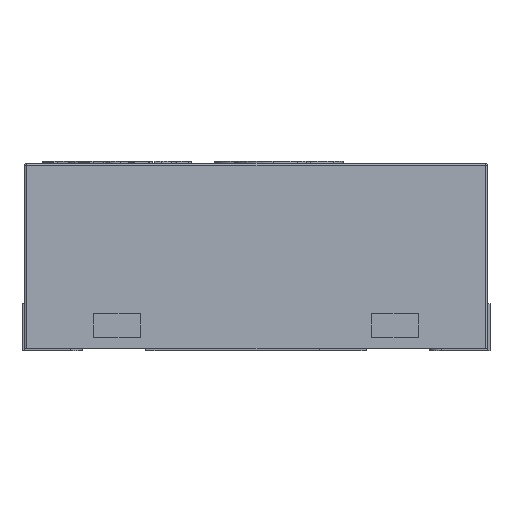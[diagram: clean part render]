
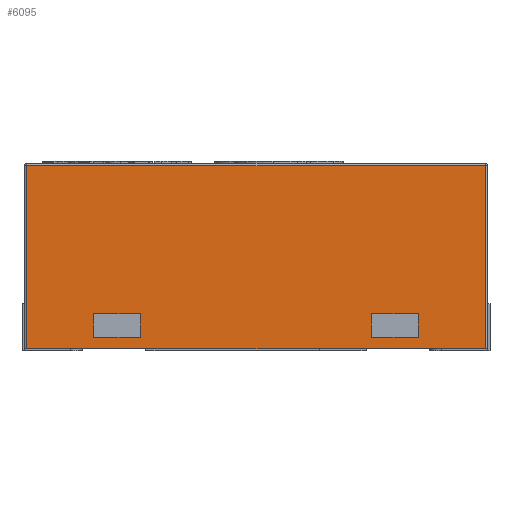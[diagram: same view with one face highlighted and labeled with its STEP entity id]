
A CAD part, left-side view. The second image highlights one B-rep face of the part: STEP entity #6095.
In plain terms, the highlighted planar face has unit normal (-1, 0, 0).
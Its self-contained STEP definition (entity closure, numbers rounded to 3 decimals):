
#74 = EDGE_LOOP ( 'NONE', ( #1181, #6203, #6131, #12141 ) ) ;
#225 = VERTEX_POINT ( 'NONE', #11193 ) ;
#289 = VERTEX_POINT ( 'NONE', #9726 ) ;
#309 = VERTEX_POINT ( 'NONE', #3752 ) ;
#976 = EDGE_LOOP ( 'NONE', ( #2883, #13722, #3661, #6117 ) ) ;
#977 = LINE ( 'NONE', #6898, #2056 ) ;
#1181 = ORIENTED_EDGE ( 'NONE', *, *, #16957, .T. ) ;
#1306 = EDGE_CURVE ( 'NONE', #16066, #289, #977, .T. ) ;
#1576 = DIRECTION ( 'NONE',  ( 0., 0., 1. ) ) ;
#1734 = LINE ( 'NONE', #18017, #16217 ) ;
#1925 = VERTEX_POINT ( 'NONE', #18075 ) ;
#2056 = VECTOR ( 'NONE', #12889, 1000. ) ;
#2600 = LINE ( 'NONE', #5700, #15120 ) ;
#2725 = CARTESIAN_POINT ( 'NONE',  ( -1., 1., -0.01 ) ) ;
#2883 = ORIENTED_EDGE ( 'NONE', *, *, #3863, .T. ) ;
#2937 = LINE ( 'NONE', #9006, #13556 ) ;
#3038 = VERTEX_POINT ( 'NONE', #5672 ) ;
#3654 = LINE ( 'NONE', #15837, #11175 ) ;
#3661 = ORIENTED_EDGE ( 'NONE', *, *, #7301, .T. ) ;
#3688 = EDGE_CURVE ( 'NONE', #289, #5913, #2600, .T. ) ;
#3751 = ORIENTED_EDGE ( 'NONE', *, *, #1306, .T. ) ;
#3752 = CARTESIAN_POINT ( 'NONE',  ( -1., 0.7, -0.75 ) ) ;
#3863 = EDGE_CURVE ( 'NONE', #1925, #4240, #2937, .T. ) ;
#3934 = CARTESIAN_POINT ( 'NONE',  ( -1., -0.5, -0.75 ) ) ;
#4199 = FACE_OUTER_BOUND ( 'NONE', #15232, .T. ) ;
#4240 = VERTEX_POINT ( 'NONE', #15868 ) ;
#4549 = CARTESIAN_POINT ( 'NONE',  ( -1., 0.99, -0.8 ) ) ;
#4566 = DIRECTION ( 'NONE',  ( -1., 0., 0. ) ) ;
#5189 = CARTESIAN_POINT ( 'NONE',  ( -1., 0.7, -0.65 ) ) ;
#5295 = VECTOR ( 'NONE', #17503, 1000. ) ;
#5368 = DIRECTION ( 'NONE',  ( 0., 0., 1. ) ) ;
#5481 = DIRECTION ( 'NONE',  ( 0., 0., -1. ) ) ;
#5653 = EDGE_CURVE ( 'NONE', #7767, #16066, #1734, .T. ) ;
#5672 = CARTESIAN_POINT ( 'NONE',  ( -1., -0.5, -0.75 ) ) ;
#5700 = CARTESIAN_POINT ( 'NONE',  ( -1., -0.99, -0.8 ) ) ;
#5724 = LINE ( 'NONE', #2725, #16212 ) ;
#5913 = VERTEX_POINT ( 'NONE', #6079 ) ;
#6079 = CARTESIAN_POINT ( 'NONE',  ( -1., -0.99, -0.01 ) ) ;
#6095 = ADVANCED_FACE ( 'NONE', ( #8698, #17658, #4199 ), #14507, .T. ) ;
#6117 = ORIENTED_EDGE ( 'NONE', *, *, #11054, .T. ) ;
#6131 = ORIENTED_EDGE ( 'NONE', *, *, #11018, .T. ) ;
#6203 = ORIENTED_EDGE ( 'NONE', *, *, #7855, .T. ) ;
#6332 = DIRECTION ( 'NONE',  ( 0., 0., 1. ) ) ;
#6859 = LINE ( 'NONE', #5189, #5295 ) ;
#6898 = CARTESIAN_POINT ( 'NONE',  ( -1., 1., -0.8 ) ) ;
#7301 = EDGE_CURVE ( 'NONE', #225, #3038, #13479, .T. ) ;
#7410 = CARTESIAN_POINT ( 'NONE',  ( -1., 1., -0.8 ) ) ;
#7416 = LINE ( 'NONE', #16697, #11469 ) ;
#7470 = EDGE_CURVE ( 'NONE', #4240, #225, #3654, .T. ) ;
#7674 = VECTOR ( 'NONE', #8871, 1000. ) ;
#7767 = VERTEX_POINT ( 'NONE', #8704 ) ;
#7855 = EDGE_CURVE ( 'NONE', #309, #8878, #7416, .T. ) ;
#8038 = EDGE_CURVE ( 'NONE', #5913, #7767, #5724, .T. ) ;
#8698 = FACE_BOUND ( 'NONE', #74, .T. ) ;
#8704 = CARTESIAN_POINT ( 'NONE',  ( -1., 0.99, -0.01 ) ) ;
#8871 = DIRECTION ( 'NONE',  ( 0., 1., 0. ) ) ;
#8878 = VERTEX_POINT ( 'NONE', #14492 ) ;
#9006 = CARTESIAN_POINT ( 'NONE',  ( -1., -0.7, -0.65 ) ) ;
#9726 = CARTESIAN_POINT ( 'NONE',  ( -1., -0.99, -0.8 ) ) ;
#10403 = DIRECTION ( 'NONE',  ( 0., 1., 0. ) ) ;
#11018 = EDGE_CURVE ( 'NONE', #8878, #15507, #6859, .T. ) ;
#11054 = EDGE_CURVE ( 'NONE', #3038, #1925, #17401, .T. ) ;
#11175 = VECTOR ( 'NONE', #5481, 1000. ) ;
#11193 = CARTESIAN_POINT ( 'NONE',  ( -1., -0.7, -0.75 ) ) ;
#11469 = VECTOR ( 'NONE', #6332, 1000. ) ;
#11602 = DIRECTION ( 'NONE',  ( 0., 0., 1. ) ) ;
#11856 = CARTESIAN_POINT ( 'NONE',  ( -1., 0.5, -0.65 ) ) ;
#11887 = ORIENTED_EDGE ( 'NONE', *, *, #3688, .T. ) ;
#11932 = DIRECTION ( 'NONE',  ( 0., -1., 0. ) ) ;
#11972 = VERTEX_POINT ( 'NONE', #14335 ) ;
#12141 = ORIENTED_EDGE ( 'NONE', *, *, #12619, .T. ) ;
#12619 = EDGE_CURVE ( 'NONE', #15507, #11972, #14923, .T. ) ;
#12889 = DIRECTION ( 'NONE',  ( 0., -1., 0. ) ) ;
#13202 = LINE ( 'NONE', #13302, #7674 ) ;
#13283 = DIRECTION ( 'NONE',  ( 0., 0., -1. ) ) ;
#13302 = CARTESIAN_POINT ( 'NONE',  ( -1., 0.7, -0.75 ) ) ;
#13387 = VECTOR ( 'NONE', #10403, 1000. ) ;
#13479 = LINE ( 'NONE', #17616, #13387 ) ;
#13556 = VECTOR ( 'NONE', #11932, 1000. ) ;
#13722 = ORIENTED_EDGE ( 'NONE', *, *, #7470, .T. ) ;
#14335 = CARTESIAN_POINT ( 'NONE',  ( -1., 0.5, -0.75 ) ) ;
#14492 = CARTESIAN_POINT ( 'NONE',  ( -1., 0.7, -0.65 ) ) ;
#14507 = PLANE ( 'NONE',  #15601 ) ;
#14637 = DIRECTION ( 'NONE',  ( 0., 0., -1. ) ) ;
#14728 = CARTESIAN_POINT ( 'NONE',  ( -1., 0.5, -0.75 ) ) ;
#14923 = LINE ( 'NONE', #14728, #15283 ) ;
#15120 = VECTOR ( 'NONE', #11602, 1000. ) ;
#15232 = EDGE_LOOP ( 'NONE', ( #3751, #11887, #17821, #19107 ) ) ;
#15283 = VECTOR ( 'NONE', #14637, 1000. ) ;
#15507 = VERTEX_POINT ( 'NONE', #11856 ) ;
#15601 = AXIS2_PLACEMENT_3D ( 'NONE', #7410, #4566, #1576 ) ;
#15837 = CARTESIAN_POINT ( 'NONE',  ( -1., -0.7, -0.75 ) ) ;
#15868 = CARTESIAN_POINT ( 'NONE',  ( -1., -0.7, -0.65 ) ) ;
#16066 = VERTEX_POINT ( 'NONE', #4549 ) ;
#16212 = VECTOR ( 'NONE', #19030, 1000. ) ;
#16217 = VECTOR ( 'NONE', #13283, 1000. ) ;
#16697 = CARTESIAN_POINT ( 'NONE',  ( -1., 0.7, -0.75 ) ) ;
#16957 = EDGE_CURVE ( 'NONE', #11972, #309, #13202, .T. ) ;
#17401 = LINE ( 'NONE', #3934, #19151 ) ;
#17503 = DIRECTION ( 'NONE',  ( 0., -1., 0. ) ) ;
#17616 = CARTESIAN_POINT ( 'NONE',  ( -1., -0.7, -0.75 ) ) ;
#17658 = FACE_BOUND ( 'NONE', #976, .T. ) ;
#17821 = ORIENTED_EDGE ( 'NONE', *, *, #8038, .T. ) ;
#18017 = CARTESIAN_POINT ( 'NONE',  ( -1., 0.99, -0.8 ) ) ;
#18075 = CARTESIAN_POINT ( 'NONE',  ( -1., -0.5, -0.65 ) ) ;
#19030 = DIRECTION ( 'NONE',  ( 0., 1., 0. ) ) ;
#19107 = ORIENTED_EDGE ( 'NONE', *, *, #5653, .T. ) ;
#19151 = VECTOR ( 'NONE', #5368, 1000. ) ;
